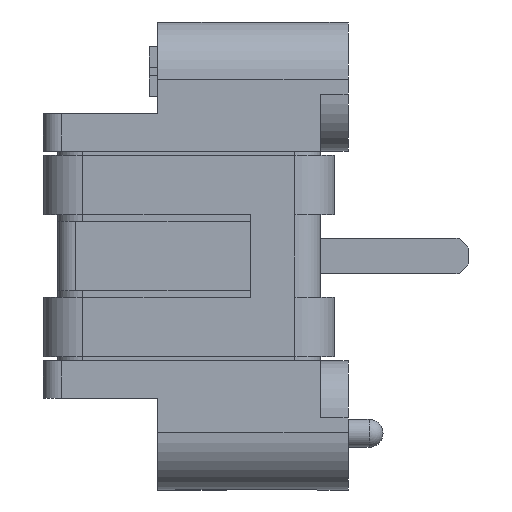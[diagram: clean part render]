
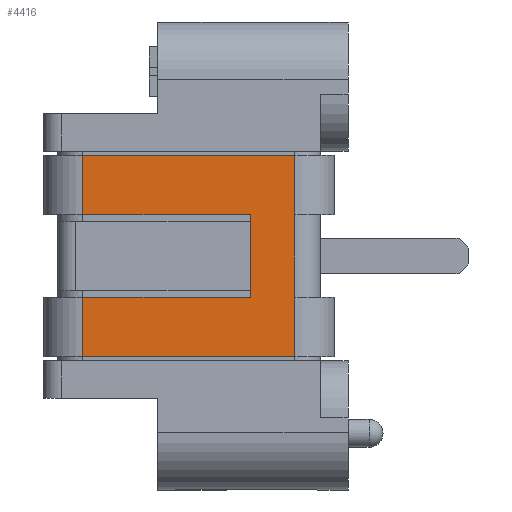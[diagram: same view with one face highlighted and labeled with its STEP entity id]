
A CAD part, left-side view. The second image highlights one B-rep face of the part: STEP entity #4416.
In plain terms, the highlighted planar face has unit normal (-1, 0, 0).
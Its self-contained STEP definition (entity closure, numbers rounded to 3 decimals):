
#58 = VERTEX_POINT ( 'NONE', #133 ) ;
#133 = CARTESIAN_POINT ( 'NONE',  ( -30.1, 9.502, 3.6 ) ) ;
#329 = VERTEX_POINT ( 'NONE', #2185 ) ;
#463 = ORIENTED_EDGE ( 'NONE', *, *, #2233, .F. ) ;
#570 = CARTESIAN_POINT ( 'NONE',  ( -30.1, 1.908, -1.475 ) ) ;
#616 = FACE_OUTER_BOUND ( 'NONE', #6327, .T. ) ;
#732 = CARTESIAN_POINT ( 'NONE',  ( -30.1, 9.502, -3.6 ) ) ;
#821 = CARTESIAN_POINT ( 'NONE',  ( -30.1, 0., -1.475 ) ) ;
#951 = ORIENTED_EDGE ( 'NONE', *, *, #2848, .F. ) ;
#957 = CARTESIAN_POINT ( 'NONE',  ( -30.1, 9.502, 1.475 ) ) ;
#1192 = DIRECTION ( 'NONE',  ( 0., -1., 0. ) ) ;
#1212 = VECTOR ( 'NONE', #6049, 1000. ) ;
#1218 = CARTESIAN_POINT ( 'NONE',  ( -30.1, 1.908, -3.6 ) ) ;
#1298 = EDGE_CURVE ( 'NONE', #6446, #6168, #6697, .T. ) ;
#1323 = CARTESIAN_POINT ( 'NONE',  ( -30.1, 9.502, -1.475 ) ) ;
#1374 = ORIENTED_EDGE ( 'NONE', *, *, #6809, .F. ) ;
#1457 = VECTOR ( 'NONE', #5855, 1000. ) ;
#1520 = ORIENTED_EDGE ( 'NONE', *, *, #5834, .T. ) ;
#1601 = VECTOR ( 'NONE', #3221, 1000. ) ;
#1604 = ORIENTED_EDGE ( 'NONE', *, *, #6583, .T. ) ;
#1635 = VERTEX_POINT ( 'NONE', #957 ) ;
#1653 = CARTESIAN_POINT ( 'NONE',  ( -30.1, 1.908, 3.6 ) ) ;
#1669 = ORIENTED_EDGE ( 'NONE', *, *, #5116, .F. ) ;
#1678 = DIRECTION ( 'NONE',  ( 0., 0., -1. ) ) ;
#1726 = CARTESIAN_POINT ( 'NONE',  ( -30.1, 0., 3.6 ) ) ;
#1879 = CARTESIAN_POINT ( 'NONE',  ( -30.1, 1.908, 1.475 ) ) ;
#2135 = LINE ( 'NONE', #2213, #6973 ) ;
#2169 = DIRECTION ( 'NONE',  ( 0., -1., 0. ) ) ;
#2185 = CARTESIAN_POINT ( 'NONE',  ( -30.1, 3.502, -1.475 ) ) ;
#2213 = CARTESIAN_POINT ( 'NONE',  ( -30.1, 1.908, 3.6 ) ) ;
#2233 = EDGE_CURVE ( 'NONE', #58, #5498, #7179, .T. ) ;
#2326 = CARTESIAN_POINT ( 'NONE',  ( -30.1, 1.908, 3.6 ) ) ;
#2339 = ORIENTED_EDGE ( 'NONE', *, *, #1298, .T. ) ;
#2354 = VERTEX_POINT ( 'NONE', #1218 ) ;
#2848 = EDGE_CURVE ( 'NONE', #5498, #6168, #2135, .T. ) ;
#3150 = VERTEX_POINT ( 'NONE', #732 ) ;
#3221 = DIRECTION ( 'NONE',  ( 0., 0., -1. ) ) ;
#3231 = DIRECTION ( 'NONE',  ( 0., 0., -1. ) ) ;
#3256 = VECTOR ( 'NONE', #4517, 1000. ) ;
#3442 = VECTOR ( 'NONE', #6181, 1000. ) ;
#3573 = DIRECTION ( 'NONE',  ( 0., -1., 0. ) ) ;
#3613 = LINE ( 'NONE', #6418, #1457 ) ;
#3636 = ORIENTED_EDGE ( 'NONE', *, *, #5940, .T. ) ;
#3639 = LINE ( 'NONE', #821, #6566 ) ;
#3721 = CARTESIAN_POINT ( 'NONE',  ( -30.1, 3.502, 1.475 ) ) ;
#3871 = CARTESIAN_POINT ( 'NONE',  ( -30.1, 3.502, -1.475 ) ) ;
#4008 = DIRECTION ( 'NONE',  ( 0., 0., -1. ) ) ;
#4219 = VERTEX_POINT ( 'NONE', #3721 ) ;
#4416 = ADVANCED_FACE ( 'NONE', ( #616 ), #6165, .T. ) ;
#4517 = DIRECTION ( 'NONE',  ( 0., 0., 1. ) ) ;
#4623 = LINE ( 'NONE', #6873, #6042 ) ;
#4627 = VECTOR ( 'NONE', #1192, 1000. ) ;
#4830 = CARTESIAN_POINT ( 'NONE',  ( -30.1, 9.502, 3.6 ) ) ;
#4927 = CARTESIAN_POINT ( 'NONE',  ( -30.1, 0., 3.6 ) ) ;
#5081 = VECTOR ( 'NONE', #1678, 1000. ) ;
#5116 = EDGE_CURVE ( 'NONE', #5856, #329, #3639, .T. ) ;
#5498 = VERTEX_POINT ( 'NONE', #1653 ) ;
#5629 = LINE ( 'NONE', #2326, #5081 ) ;
#5738 = DIRECTION ( 'NONE',  ( -1., 0., 0. ) ) ;
#5834 = EDGE_CURVE ( 'NONE', #1635, #4219, #6220, .T. ) ;
#5855 = DIRECTION ( 'NONE',  ( 0., 0., -1. ) ) ;
#5856 = VERTEX_POINT ( 'NONE', #1323 ) ;
#5940 = EDGE_CURVE ( 'NONE', #3150, #2354, #4623, .T. ) ;
#6042 = VECTOR ( 'NONE', #2169, 1000. ) ;
#6047 = EDGE_CURVE ( 'NONE', #5856, #3150, #6099, .T. ) ;
#6049 = DIRECTION ( 'NONE',  ( 0., 0., 1. ) ) ;
#6099 = LINE ( 'NONE', #4830, #1601 ) ;
#6165 = PLANE ( 'NONE',  #7057 ) ;
#6168 = VERTEX_POINT ( 'NONE', #1879 ) ;
#6181 = DIRECTION ( 'NONE',  ( 0., -1., 0. ) ) ;
#6220 = LINE ( 'NONE', #6637, #4627 ) ;
#6327 = EDGE_LOOP ( 'NONE', ( #6999, #3636, #1374, #2339, #951, #463, #1604, #1520, #6829, #1669 ) ) ;
#6418 = CARTESIAN_POINT ( 'NONE',  ( -30.1, 9.502, 3.6 ) ) ;
#6446 = VERTEX_POINT ( 'NONE', #570 ) ;
#6566 = VECTOR ( 'NONE', #3573, 1000. ) ;
#6583 = EDGE_CURVE ( 'NONE', #58, #1635, #3613, .T. ) ;
#6637 = CARTESIAN_POINT ( 'NONE',  ( -30.1, 0., 1.475 ) ) ;
#6697 = LINE ( 'NONE', #7253, #3256 ) ;
#6809 = EDGE_CURVE ( 'NONE', #6446, #2354, #5629, .T. ) ;
#6829 = ORIENTED_EDGE ( 'NONE', *, *, #7024, .F. ) ;
#6873 = CARTESIAN_POINT ( 'NONE',  ( -30.1, 0., -3.6 ) ) ;
#6973 = VECTOR ( 'NONE', #3231, 1000. ) ;
#6999 = ORIENTED_EDGE ( 'NONE', *, *, #6047, .T. ) ;
#7024 = EDGE_CURVE ( 'NONE', #329, #4219, #7156, .T. ) ;
#7057 = AXIS2_PLACEMENT_3D ( 'NONE', #1726, #5738, #4008 ) ;
#7156 = LINE ( 'NONE', #3871, #1212 ) ;
#7179 = LINE ( 'NONE', #4927, #3442 ) ;
#7253 = CARTESIAN_POINT ( 'NONE',  ( -30.1, 1.908, -1.475 ) ) ;
